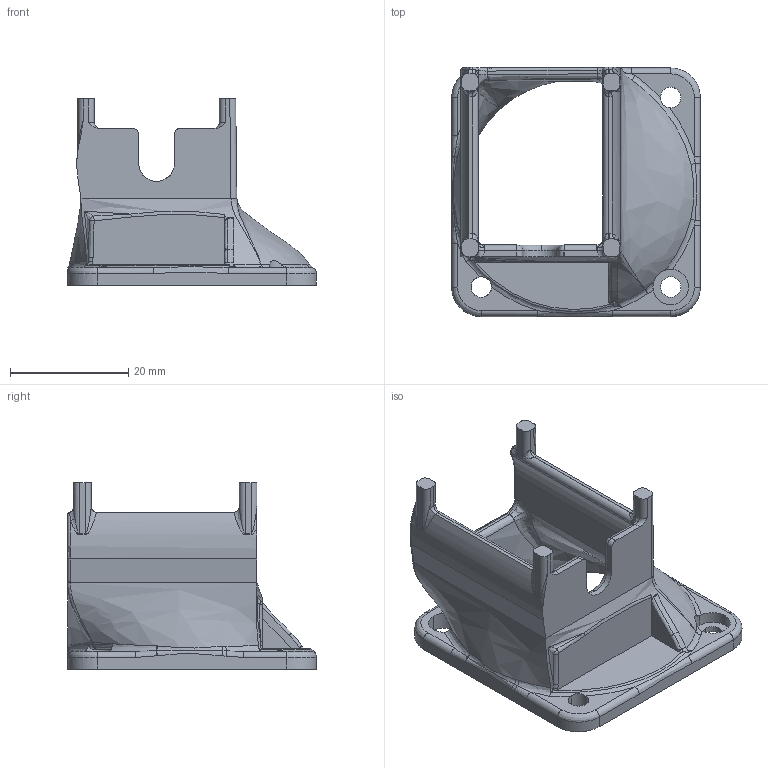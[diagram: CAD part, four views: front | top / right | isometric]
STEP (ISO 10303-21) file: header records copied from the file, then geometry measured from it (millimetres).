
FILE_DESCRIPTION (( 'STEP AP203' ), '1' );
FILE_NAME ('tronxy_x5sa_hotend2.STEP', '2021-09-21T19:16:49', ( '' ), ( '' ), 'SwSTEP 2.0', 'SolidWorks 2019', '' );
FILE_SCHEMA (( 'CONFIG_CONTROL_DESIGN' ));
Length unit declared in the file: millimetre
Products named in the file (1): tronxy_x5sa_hotend2
Bounding box: 42 x 42.06 x 31.5 mm (x, y, z)
Volume: 6768.1 mm3; surface area: 7414.7 mm2
Topology: 1 solids, 1 shells, 287 faces, 742 edges, 441 vertices
Faces by surface type: bspline 126, cylinder 78, plane 59, torus 19, sphere 5
Entity records: 26119 total; most frequent: CARTESIAN_POINT 20189, ORIENTED_EDGE 1458, DIRECTION 897, EDGE_CURVE 729, VERTEX_POINT 440, AXIS2_PLACEMENT_3D 353, B_SPLINE_CURVE_WITH_KNOTS 335, EDGE_LOOP 293
